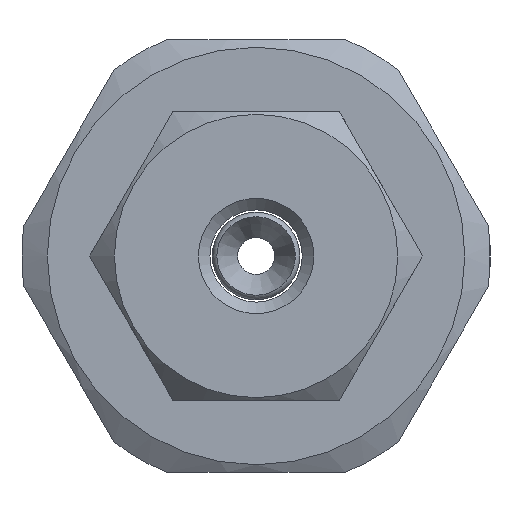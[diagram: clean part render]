
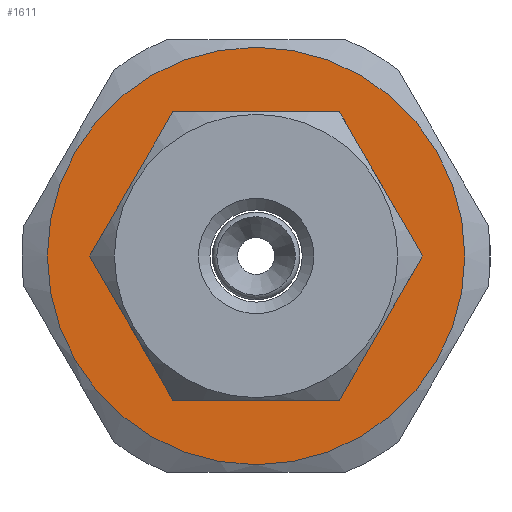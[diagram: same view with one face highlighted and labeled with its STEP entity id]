
A CAD part, left-side view. The second image highlights one B-rep face of the part: STEP entity #1611.
In plain terms, the highlighted planar face has unit normal (-1, 0, 0).
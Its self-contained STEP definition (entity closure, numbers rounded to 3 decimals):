
#1584=CARTESIAN_POINT('',(0.,1.149,0.0));
#1585=DIRECTION('',(-1.0,0.0,0.0));
#1586=DIRECTION('',(0.0,0.0,1.0));
#1587=AXIS2_PLACEMENT_3D('',#1584,#1585,#1586);
#1588=PLANE('',#1587);
#1589=CARTESIAN_POINT('',(0.,2.299,0.0));
#1590=VERTEX_POINT('',#1589);
#1591=CARTESIAN_POINT('',(0.,0.0,0.0));
#1592=DIRECTION('',(1.0,0.0,0.0));
#1593=DIRECTION('',(0.0,1.0,0.0));
#1594=AXIS2_PLACEMENT_3D('',#1591,#1592,#1593);
#1595=CIRCLE('',#1594,2.299);
#1596=EDGE_CURVE('',#1590,#1590,#1595,.T.);
#1597=ORIENTED_EDGE('',*,*,#1596,.F.);
#1598=EDGE_LOOP('',(#1597));
#1599=FACE_OUTER_BOUND('',#1598,.T.);
#1600=CARTESIAN_POINT('',(0.,-1.15,0.0));
#1601=VERTEX_POINT('',#1600);
#1602=CARTESIAN_POINT('',(0.,0.0,0.0));
#1603=DIRECTION('',(1.0,0.0,0.0));
#1604=DIRECTION('',(0.0,-1.0,0.0));
#1605=AXIS2_PLACEMENT_3D('',#1602,#1603,#1604);
#1606=CIRCLE('',#1605,1.15);
#1607=EDGE_CURVE('',#1601,#1601,#1606,.T.);
#1608=ORIENTED_EDGE('',*,*,#1607,.T.);
#1609=EDGE_LOOP('',(#1608));
#1610=FACE_BOUND('',#1609,.T.);
#1611=ADVANCED_FACE('',(#1599,#1610),#1588,.T.);
